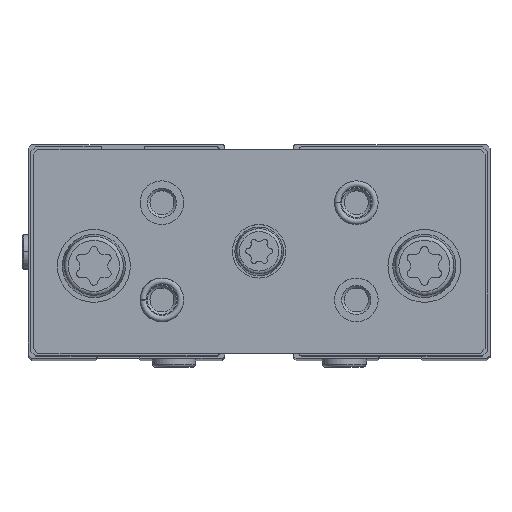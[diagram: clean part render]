
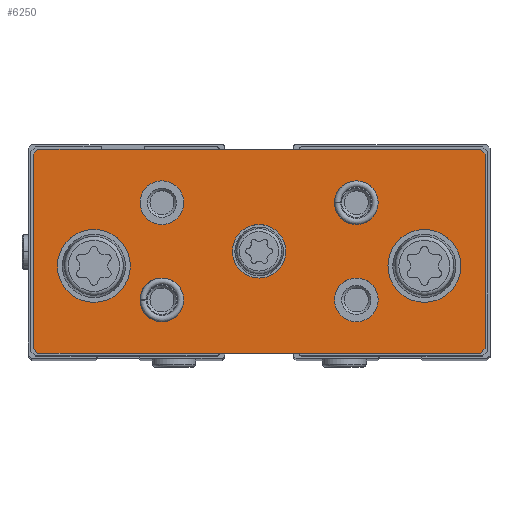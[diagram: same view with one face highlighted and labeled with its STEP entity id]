
A CAD part, top view. The second image highlights one B-rep face of the part: STEP entity #6250.
In plain terms, the highlighted face is planar.
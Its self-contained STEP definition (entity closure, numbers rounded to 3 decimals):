
#587=LINE('',#10561,#1019);
#591=LINE('',#10570,#1023);
#594=LINE('',#10580,#1026);
#597=LINE('',#10586,#1029);
#600=LINE('',#10592,#1032);
#603=LINE('',#10598,#1035);
#606=LINE('',#10608,#1038);
#609=LINE('',#10614,#1041);
#1019=VECTOR('',#8577,1000.);
#1023=VECTOR('',#8583,1000.);
#1026=VECTOR('',#8592,1000.);
#1029=VECTOR('',#8597,1000.);
#1032=VECTOR('',#8602,1000.);
#1035=VECTOR('',#8607,1000.);
#1038=VECTOR('',#8616,1000.);
#1041=VECTOR('',#8621,1000.);
#1246=PLANE('',#6965);
#1536=CIRCLE('',#6966,5.5);
#1537=CIRCLE('',#6967,7.5);
#1538=CIRCLE('',#6968,7.5);
#1539=CIRCLE('',#6969,4.5);
#1540=CIRCLE('',#6970,4.5);
#1541=CIRCLE('',#6971,4.5);
#1542=CIRCLE('',#6972,4.5);
#2882=ORIENTED_EDGE('',*,*,#3929,.F.);
#2883=ORIENTED_EDGE('',*,*,#3930,.F.);
#2884=ORIENTED_EDGE('',*,*,#3931,.F.);
#2885=ORIENTED_EDGE('',*,*,#3932,.F.);
#2886=ORIENTED_EDGE('',*,*,#3933,.F.);
#2887=ORIENTED_EDGE('',*,*,#3934,.F.);
#2888=ORIENTED_EDGE('',*,*,#3935,.F.);
#2889=ORIENTED_EDGE('',*,*,#3894,.T.);
#2890=ORIENTED_EDGE('',*,*,#3898,.T.);
#2891=ORIENTED_EDGE('',*,*,#3903,.T.);
#2892=ORIENTED_EDGE('',*,*,#3906,.T.);
#2893=ORIENTED_EDGE('',*,*,#3909,.T.);
#2894=ORIENTED_EDGE('',*,*,#3912,.T.);
#2895=ORIENTED_EDGE('',*,*,#3917,.T.);
#2896=ORIENTED_EDGE('',*,*,#3920,.T.);
#3894=EDGE_CURVE('',#4558,#4559,#587,.T.);
#3898=EDGE_CURVE('',#4559,#4562,#591,.T.);
#3903=EDGE_CURVE('',#4562,#4566,#594,.T.);
#3906=EDGE_CURVE('',#4566,#4568,#597,.T.);
#3909=EDGE_CURVE('',#4568,#4570,#600,.T.);
#3912=EDGE_CURVE('',#4570,#4572,#603,.T.);
#3917=EDGE_CURVE('',#4572,#4576,#606,.T.);
#3920=EDGE_CURVE('',#4576,#4558,#609,.T.);
#3929=EDGE_CURVE('',#4585,#4585,#1536,.T.);
#3930=EDGE_CURVE('',#4586,#4586,#1537,.T.);
#3931=EDGE_CURVE('',#4587,#4587,#1538,.T.);
#3932=EDGE_CURVE('',#4588,#4588,#1539,.T.);
#3933=EDGE_CURVE('',#4589,#4589,#1540,.T.);
#3934=EDGE_CURVE('',#4590,#4590,#1541,.T.);
#3935=EDGE_CURVE('',#4591,#4591,#1542,.T.);
#4558=VERTEX_POINT('',#10562);
#4559=VERTEX_POINT('',#10563);
#4562=VERTEX_POINT('',#10571);
#4566=VERTEX_POINT('',#10581);
#4568=VERTEX_POINT('',#10587);
#4570=VERTEX_POINT('',#10593);
#4572=VERTEX_POINT('',#10599);
#4576=VERTEX_POINT('',#10609);
#4585=VERTEX_POINT('',#10633);
#4586=VERTEX_POINT('',#10635);
#4587=VERTEX_POINT('',#10637);
#4588=VERTEX_POINT('',#10639);
#4589=VERTEX_POINT('',#10641);
#4590=VERTEX_POINT('',#10643);
#4591=VERTEX_POINT('',#10645);
#5143=EDGE_LOOP('',(#2882));
#5144=EDGE_LOOP('',(#2883));
#5145=EDGE_LOOP('',(#2884));
#5146=EDGE_LOOP('',(#2885));
#5147=EDGE_LOOP('',(#2886));
#5148=EDGE_LOOP('',(#2887));
#5149=EDGE_LOOP('',(#2888));
#5150=EDGE_LOOP('',(#2889,#2890,#2891,#2892,#2893,#2894,#2895,#2896));
#5734=FACE_BOUND('',#5143,.T.);
#5735=FACE_BOUND('',#5144,.T.);
#5736=FACE_BOUND('',#5145,.T.);
#5737=FACE_BOUND('',#5146,.T.);
#5738=FACE_BOUND('',#5147,.T.);
#5739=FACE_BOUND('',#5148,.T.);
#5740=FACE_BOUND('',#5149,.T.);
#5741=FACE_BOUND('',#5150,.T.);
#6250=ADVANCED_FACE('',(#5734,#5735,#5736,#5737,#5738,#5739,#5740,#5741),
#1246,.T.);
#6965=AXIS2_PLACEMENT_3D('',#10631,#8639,#8640);
#6966=AXIS2_PLACEMENT_3D('',#10632,#8641,#8642);
#6967=AXIS2_PLACEMENT_3D('',#10634,#8643,#8644);
#6968=AXIS2_PLACEMENT_3D('',#10636,#8645,#8646);
#6969=AXIS2_PLACEMENT_3D('',#10638,#8647,#8648);
#6970=AXIS2_PLACEMENT_3D('',#10640,#8649,#8650);
#6971=AXIS2_PLACEMENT_3D('',#10642,#8651,#8652);
#6972=AXIS2_PLACEMENT_3D('',#10644,#8653,#8654);
#8577=DIRECTION('',(0.,-1.,0.));
#8583=DIRECTION('',(0.,-0.707,-0.707));
#8592=DIRECTION('',(0.,0.,-1.));
#8597=DIRECTION('',(0.,0.707,-0.707));
#8602=DIRECTION('',(0.,1.,0.));
#8607=DIRECTION('',(0.,0.707,0.707));
#8616=DIRECTION('',(0.,0.,1.));
#8621=DIRECTION('',(0.,-0.707,0.707));
#8639=DIRECTION('',(1.,0.,0.));
#8640=DIRECTION('',(0.,0.,-1.));
#8641=DIRECTION('',(1.,0.,0.));
#8642=DIRECTION('',(0.,0.,-1.));
#8643=DIRECTION('',(1.,0.,0.));
#8644=DIRECTION('',(0.,0.,-1.));
#8645=DIRECTION('',(1.,0.,0.));
#8646=DIRECTION('',(0.,0.,-1.));
#8647=DIRECTION('',(1.,0.,0.));
#8648=DIRECTION('',(0.,0.,-1.));
#8649=DIRECTION('',(1.,0.,0.));
#8650=DIRECTION('',(0.,0.,-1.));
#8651=DIRECTION('',(1.,0.,0.));
#8652=DIRECTION('',(0.,0.,-1.));
#8653=DIRECTION('',(1.,0.,0.));
#8654=DIRECTION('',(0.,0.,-1.));
#10561=CARTESIAN_POINT('',(14.,20.,46.5));
#10562=CARTESIAN_POINT('',(14.,20.,46.5));
#10563=CARTESIAN_POINT('',(14.,-20.,46.5));
#10570=CARTESIAN_POINT('',(14.,-20.,46.5));
#10571=CARTESIAN_POINT('',(14.,-21.,45.5));
#10580=CARTESIAN_POINT('',(14.,-21.,45.5));
#10581=CARTESIAN_POINT('',(14.,-21.,-45.5));
#10586=CARTESIAN_POINT('',(14.,-21.,-45.5));
#10587=CARTESIAN_POINT('',(14.,-20.,-46.5));
#10592=CARTESIAN_POINT('',(14.,-20.,-46.5));
#10593=CARTESIAN_POINT('',(14.,20.,-46.5));
#10598=CARTESIAN_POINT('',(14.,20.,-46.5));
#10599=CARTESIAN_POINT('',(14.,21.,-45.5));
#10608=CARTESIAN_POINT('',(14.,21.,-45.5));
#10609=CARTESIAN_POINT('',(14.,21.,45.5));
#10614=CARTESIAN_POINT('',(14.,21.,45.5));
#10631=CARTESIAN_POINT('',(14.,0.,0.));
#10632=CARTESIAN_POINT('',(14.,0.,0.));
#10633=CARTESIAN_POINT('',(14.,0.,-5.5));
#10634=CARTESIAN_POINT('',(14.,-3.,-34.));
#10635=CARTESIAN_POINT('',(14.,-3.,-41.5));
#10636=CARTESIAN_POINT('',(14.,-3.,34.));
#10637=CARTESIAN_POINT('',(14.,-3.,26.5));
#10638=CARTESIAN_POINT('',(14.,10.,-20.));
#10639=CARTESIAN_POINT('',(14.,10.,-24.5));
#10640=CARTESIAN_POINT('',(14.,10.,20.));
#10641=CARTESIAN_POINT('',(14.,10.,15.5));
#10642=CARTESIAN_POINT('',(14.,-10.,-20.));
#10643=CARTESIAN_POINT('',(14.,-10.,-24.5));
#10644=CARTESIAN_POINT('',(14.,-10.,20.));
#10645=CARTESIAN_POINT('',(14.,-10.,15.5));
